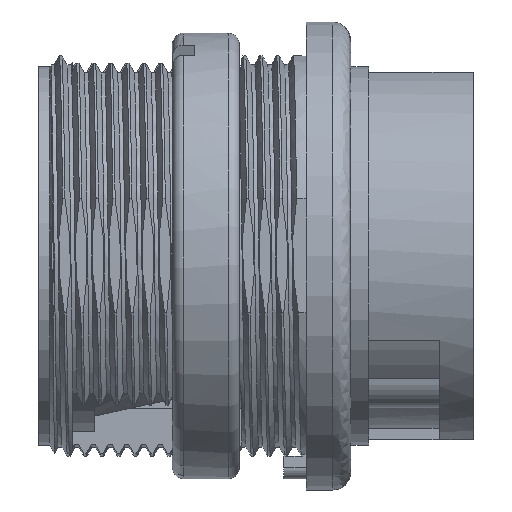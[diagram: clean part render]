
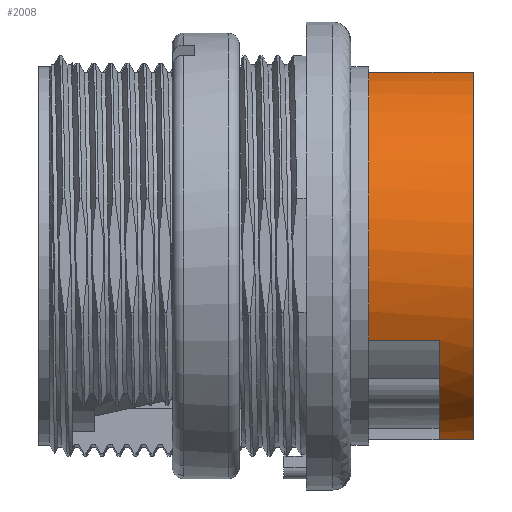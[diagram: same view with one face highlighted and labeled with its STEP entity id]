
A CAD part, top view. The second image highlights one B-rep face of the part: STEP entity #2008.
In plain terms, the highlighted cylindrical face has radius 8.4 mm (diameter 16.8 mm), a partial arc.
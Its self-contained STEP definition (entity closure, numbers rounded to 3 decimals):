
#1471=CYLINDRICAL_SURFACE('',#10419,8.4);
#1671=CIRCLE('',#10415,8.4);
#1672=CIRCLE('',#10417,8.4);
#1673=CIRCLE('',#10418,8.4);
#2008=ADVANCED_FACE('3-0-225',(#2667),#1471,.T.);
#2667=FACE_OUTER_BOUND('',#3122,.T.);
#3122=EDGE_LOOP('',(#5068,#5069,#5070,#5071,#5072,#5073));
#5068=ORIENTED_EDGE('',*,*,#8360,.T.);
#5069=ORIENTED_EDGE('',*,*,#8347,.T.);
#5070=ORIENTED_EDGE('',*,*,#8361,.T.);
#5071=ORIENTED_EDGE('',*,*,#8362,.T.);
#5072=ORIENTED_EDGE('',*,*,#8363,.F.);
#5073=ORIENTED_EDGE('',*,*,#8357,.T.);
#7056=VERTEX_POINT('',#26681);
#7057=VERTEX_POINT('',#26683);
#7064=VERTEX_POINT('',#26702);
#7065=VERTEX_POINT('',#26704);
#7066=VERTEX_POINT('',#26711);
#7067=VERTEX_POINT('',#26713);
#8347=EDGE_CURVE('',#7057,#7056,#9214,.T.);
#8357=EDGE_CURVE('',#7065,#7064,#9220,.T.);
#8360=EDGE_CURVE('',#7064,#7057,#1671,.T.);
#8361=EDGE_CURVE('',#7056,#7066,#1672,.T.);
#8362=EDGE_CURVE('',#7066,#7067,#9222,.T.);
#8363=EDGE_CURVE('',#7065,#7067,#1673,.T.);
#9214=LINE('',#26682,#9853);
#9220=LINE('',#26703,#9859);
#9222=LINE('',#26712,#9861);
#9853=VECTOR('',#11744,1.);
#9859=VECTOR('',#11764,1.);
#9861=VECTOR('',#11776,1.);
#10415=AXIS2_PLACEMENT_3D('',#26708,#11770,#11771);
#10417=AXIS2_PLACEMENT_3D('',#26710,#11774,#11775);
#10418=AXIS2_PLACEMENT_3D('',#26714,#11777,#11778);
#10419=AXIS2_PLACEMENT_3D('',#26715,#11779,#11780);
#11744=DIRECTION('',(1.,0.,0.));
#11764=DIRECTION('',(1.,0.,0.));
#11770=DIRECTION('',(1.,0.,0.));
#11771=DIRECTION('',(0.,-0.454,0.891));
#11774=DIRECTION('',(-1.,0.,0.));
#11775=DIRECTION('',(0.,-0.982,0.19));
#11776=DIRECTION('',(-1.,0.,0.));
#11777=DIRECTION('',(-1.,0.,0.));
#11778=DIRECTION('',(0.,-0.454,0.891));
#11779=DIRECTION('',(-1.,0.,0.));
#11780=DIRECTION('',(0.,-1.,0.));
#26681=CARTESIAN_POINT('',(-47.827,-36.062,1.125));
#26682=CARTESIAN_POINT('',(-49.327,-36.062,1.125));
#26683=CARTESIAN_POINT('',(-49.327,-36.062,1.125));
#26702=CARTESIAN_POINT('',(-49.327,-31.629,7.009));
#26703=CARTESIAN_POINT('',(-52.527,-31.629,7.009));
#26704=CARTESIAN_POINT('',(-52.527,-31.629,7.009));
#26708=CARTESIAN_POINT('',(-49.327,-27.815,-0.475));
#26710=CARTESIAN_POINT('',(-47.827,-27.815,-0.475));
#26711=CARTESIAN_POINT('',(-47.827,-19.569,1.125));
#26712=CARTESIAN_POINT('',(-47.827,-19.569,1.125));
#26713=CARTESIAN_POINT('',(-52.527,-19.569,1.125));
#26714=CARTESIAN_POINT('',(-52.527,-27.815,-0.475));
#26715=CARTESIAN_POINT('',(-47.827,-27.815,-0.475));
